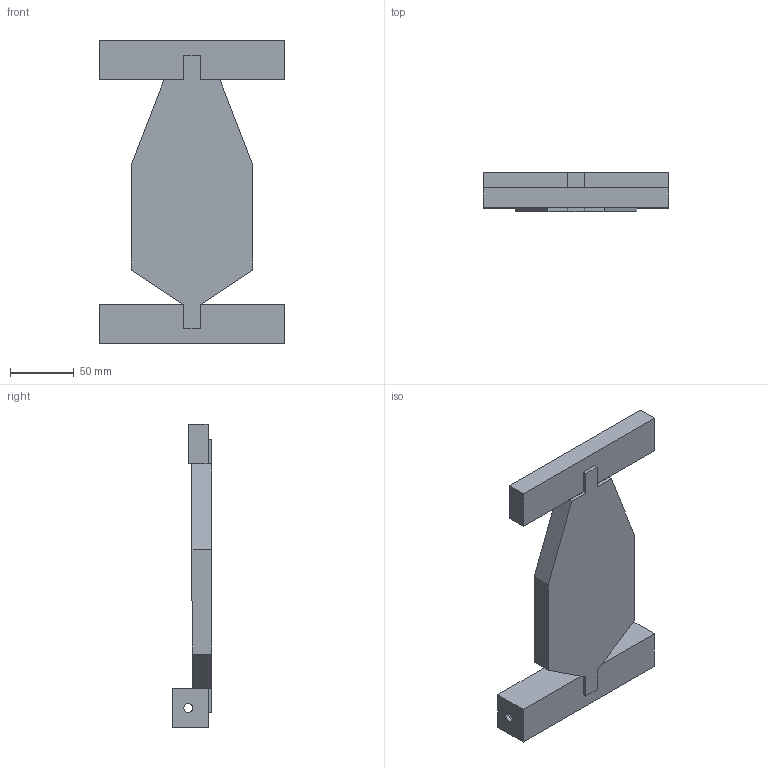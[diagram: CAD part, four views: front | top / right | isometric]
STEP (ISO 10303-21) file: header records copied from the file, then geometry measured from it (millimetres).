
FILE_DESCRIPTION(/* description */ (''),/* implementation_level */ '2;1');
FILE_NAME(/* name */ '7dccb322-6fc1-4c0e-9f8f-c72b01961cde.stp',/* time_stamp */ '2023-09-28T23:17:15Z',/* author */ (''),/* organization */ (''),/* preprocessor_version */ 'ST-DEVELOPER v20',/* originating_system */ 'Autodesk Translation Framework v12.14.0.127',/* authorisation */ '');
FILE_SCHEMA (('AUTOMOTIVE_DESIGN { 1 0 10303 214 3 1 1 }'));
Length unit declared in the file: millimetre
Products named in the file (4): another assembly; 3.0?; rear motor guard 2.0; rear motor guard 2.0_1
Assembly tree (3 placements, depth 2):
  another assembly
    3.0?
    rear motor guard 2.0
    rear motor guard 2.0_1
Bounding box: 146 x 31.4 x 239.2 mm (x, y, z)
Volume: 126611.5 mm3; surface area: 89715.4 mm2
Topology: 3 solids, 3 shells, 80 faces, 210 edges, 136 vertices
Faces by surface type: plane 72, cylinder 8
Full cylindrical faces by diameter (mm): 7 x2
Entity records: 2539 total; most frequent: CARTESIAN_POINT 433, ORIENTED_EDGE 420, DIRECTION 400, EDGE_CURVE 210, LINE 194, VECTOR 194, VERTEX_POINT 136, AXIS2_PLACEMENT_3D 103
